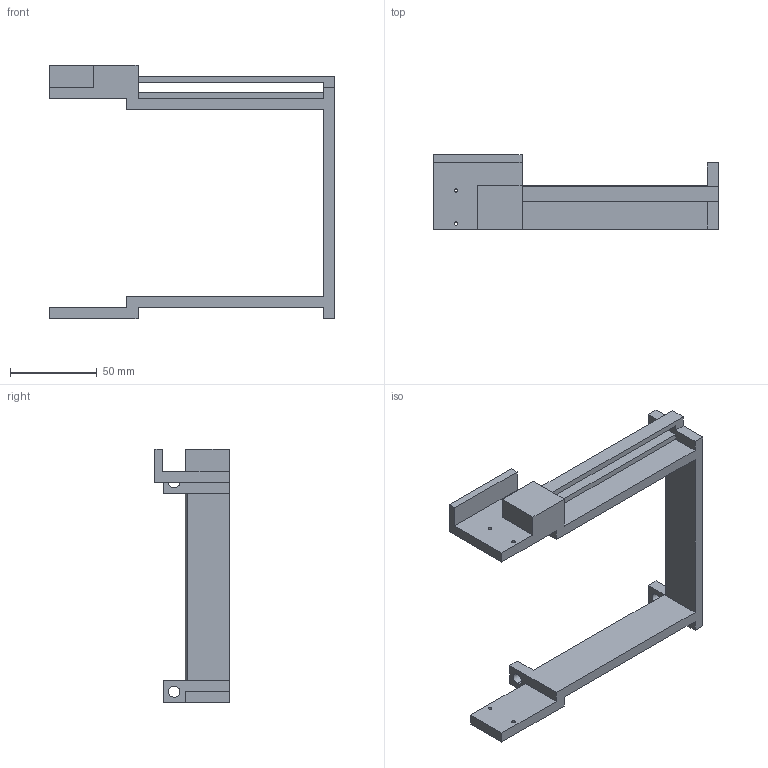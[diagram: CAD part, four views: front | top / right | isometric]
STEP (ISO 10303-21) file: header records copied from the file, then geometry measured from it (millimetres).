
FILE_DESCRIPTION (( 'STEP AP214' ), '1' );
FILE_NAME ('1x DESTACKER V2 2. Brace.STEP', '2024-07-03T04:38:07', ( '' ), ( '' ), 'SwSTEP 2.0', 'SolidWorks 2023', '' );
FILE_SCHEMA (( 'AUTOMOTIVE_DESIGN' ));
Length unit declared in the file: inch
Products named in the file (1): 1x DESTACKER V2 2. Brace
Bounding box: 163.83 x 42.93 x 146.05 mm (x, y, z)
Volume: 99576.4 mm3; surface area: 39480.1 mm2
Topology: 1 solids, 1 shells, 61 faces, 181 edges, 120 vertices
Faces by surface type: plane 45, cylinder 16
Entity records: 2096 total; most frequent: CARTESIAN_POINT 363, ORIENTED_EDGE 362, DIRECTION 339, EDGE_CURVE 181, VECTOR 147, LINE 147, VERTEX_POINT 120, AXIS2_PLACEMENT_3D 96
